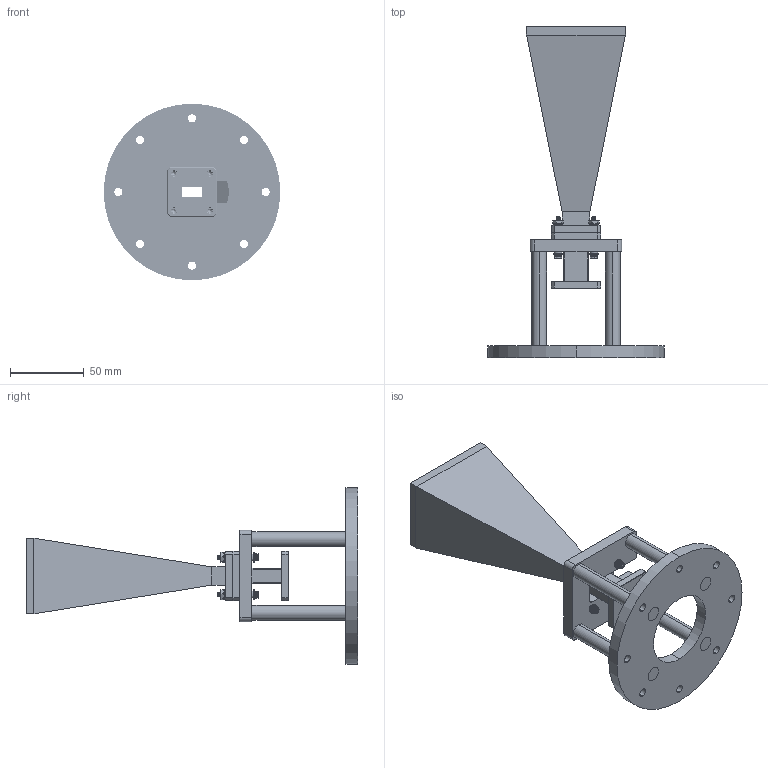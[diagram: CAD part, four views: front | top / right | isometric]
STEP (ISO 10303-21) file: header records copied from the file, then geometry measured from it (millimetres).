
FILE_DESCRIPTION (( 'STEP AP214' ), '1' );
FILE_NAME ('FM1WAN051-20_3D.step', '2024-03-07T00:22:02', ( '' ), ( '' ), 'SwSTEP 2.0', 'SolidWorks 2022', '' );
FILE_SCHEMA (( 'AUTOMOTIVE_DESIGN' ));
Length unit declared in the file: inch
Products named in the file (11): No.4 Lock Washer_1_COMPRESSED; FM1WAN051-20_3D; FMW51S001-1.5; Copy of PEWAN042-051-MNT_UPR PLT^FMWAN042-051-MNT; Copy of PEWAN042-051-MNT_LWR PLT^FMWAN042-051-MNT; FMWAN042-051-MNT; Copy of PEWAN042-051-MNT_STDF RND M4 FEM, 8OD X 64LG^FMWAN042-051-MNT; 4-40 Nut_1_94150A335; No.4 Flat Washer_1_91166A230; FMWAN051-20; Screw 4-40SH x 9_16_1
Assembly tree (29 placements, depth 3):
  FM1WAN051-20_3D
    FMWAN051-20
    FMW51S001-1.5
    Screw 4-40SH x 9_16_1  x4
    No.4 Flat Washer_1_91166A230  x8
    No.4 Lock Washer_1_COMPRESSED  x4
    4-40 Nut_1_94150A335  x4
    FMWAN042-051-MNT
      Copy of PEWAN042-051-MNT_UPR PLT^FMWAN042-051-MNT
      Copy of PEWAN042-051-MNT_LWR PLT^FMWAN042-051-MNT
      Copy of PEWAN042-051-MNT_STDF RND M4 FEM, 8OD X 64LG^FMWAN042-051-MNT  x4
Bounding box: 120 x 225 x 120 mm (x, y, z)
Volume: 195445.6 mm3; surface area: 95941.6 mm2
Topology: 28 solids, 28 shells, 2489 faces, 6977 edges, 4548 vertices
Faces by surface type: plane 815, cylinder 814, cone 460, torus 376, bspline 24
Entity records: 35614 total; most frequent: CARTESIAN_POINT 16628, ORIENTED_EDGE 4246, DIRECTION 3388, EDGE_CURVE 2123, VERTEX_POINT 1379, AXIS2_PLACEMENT_3D 1291, EDGE_LOOP 848, LINE 806
